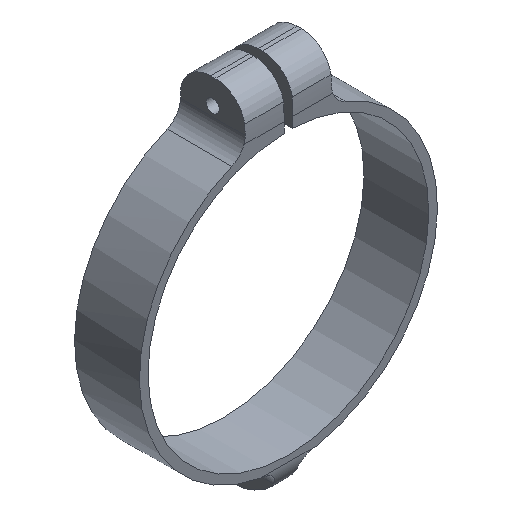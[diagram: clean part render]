
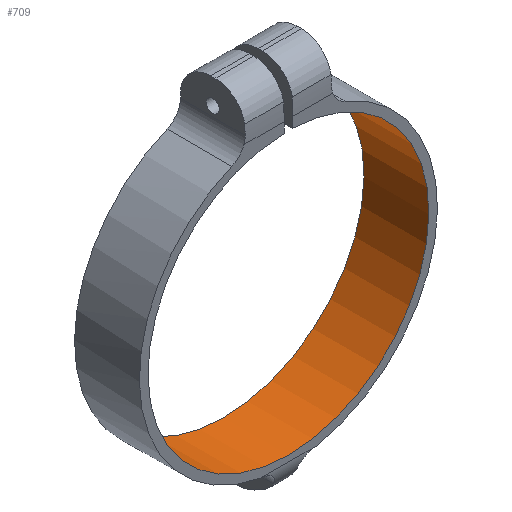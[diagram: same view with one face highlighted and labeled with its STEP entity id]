
A CAD part, isometric view. The second image highlights one B-rep face of the part: STEP entity #709.
In plain terms, the highlighted cylindrical face has radius 32.5 mm (diameter 65 mm), a partial arc.
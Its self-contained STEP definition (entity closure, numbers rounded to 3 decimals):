
#50=FACE_OUTER_BOUND('',#90,.T.);
#90=EDGE_LOOP('',(#557,#558,#559,#560));
#154=LINE('',#1209,#208);
#155=LINE('',#1213,#209);
#208=VECTOR('',#945,1000.);
#209=VECTOR('',#950,1000.);
#247=CIRCLE('',#764,32.5);
#252=CIRCLE('',#771,32.5);
#303=VERTEX_POINT('',#1136);
#304=VERTEX_POINT('',#1138);
#312=VERTEX_POINT('',#1160);
#313=VERTEX_POINT('',#1162);
#378=EDGE_CURVE('',#304,#303,#247,.T.);
#391=EDGE_CURVE('',#312,#313,#252,.T.);
#414=EDGE_CURVE('',#303,#313,#154,.T.);
#416=EDGE_CURVE('',#312,#304,#155,.F.);
#557=ORIENTED_EDGE('',*,*,#391,.F.);
#558=ORIENTED_EDGE('',*,*,#416,.T.);
#559=ORIENTED_EDGE('',*,*,#378,.T.);
#560=ORIENTED_EDGE('',*,*,#414,.T.);
#683=CYLINDRICAL_SURFACE('',#792,32.5);
#709=ADVANCED_FACE('',(#50),#683,.F.);
#764=AXIS2_PLACEMENT_3D('',#1139,#874,#875);
#771=AXIS2_PLACEMENT_3D('',#1163,#896,#897);
#792=AXIS2_PLACEMENT_3D('',#1212,#948,#949);
#874=DIRECTION('center_axis',(0.,-1.,0.));
#875=DIRECTION('ref_axis',(1.,0.,0.));
#896=DIRECTION('center_axis',(0.,-1.,0.));
#897=DIRECTION('ref_axis',(1.,0.,0.));
#945=DIRECTION('',(0.,1.,0.));
#948=DIRECTION('center_axis',(0.,-1.,0.));
#949=DIRECTION('ref_axis',(0.,0.,-1.));
#950=DIRECTION('',(0.,1.,0.));
#1136=CARTESIAN_POINT('',(33.5,0.,32.485));
#1138=CARTESIAN_POINT('',(31.5,0.,32.485));
#1139=CARTESIAN_POINT('Origin',(32.5,0.,0.));
#1160=CARTESIAN_POINT('',(31.5,15.,32.485));
#1162=CARTESIAN_POINT('',(33.5,15.,32.485));
#1163=CARTESIAN_POINT('Origin',(32.5,15.,0.));
#1209=CARTESIAN_POINT('',(33.5,0.,32.485));
#1212=CARTESIAN_POINT('Origin',(32.5,0.,0.));
#1213=CARTESIAN_POINT('',(31.5,0.,32.485));
